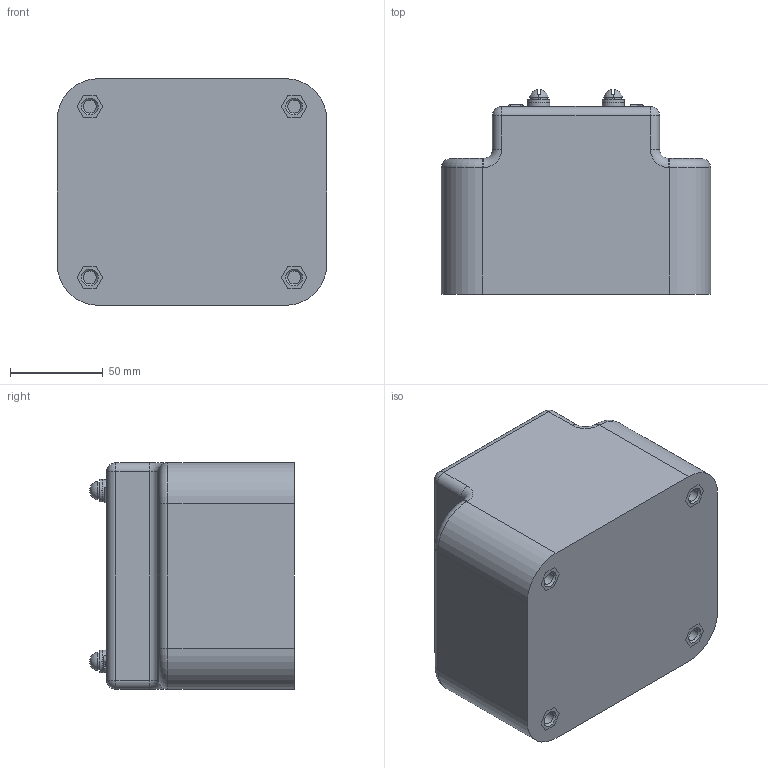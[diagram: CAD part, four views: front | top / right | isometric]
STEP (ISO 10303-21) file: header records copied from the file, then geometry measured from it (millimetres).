
FILE_DESCRIPTION (( 'STEP AP203' ), '1' );
FILE_NAME ('ﾍﾎﾋ.12-0,38(0,69).STEP', '2018-01-17T03:48:58', ( '' ), ( '' ), 'SwSTEP 2.0', 'SolidWorks 2010', '' );
FILE_SCHEMA (( 'CONFIG_CONTROL_DESIGN' ));
Length unit declared in the file: millimetre
Products named in the file (1): ﾍﾎﾋ.12-0,38(0,69)
Bounding box: 145 x 110.12 x 122 mm (x, y, z)
Surface area: 82873.6 mm2 (no closed solid volume)
Topology: 0 solids, 21 shells, 203 faces, 569 edges, 386 vertices
Faces by surface type: plane 81, cylinder 60, cone 38, sphere 16, torus 8
Entity records: 6604 total; most frequent: DIRECTION 1213, CARTESIAN_POINT 1193, ORIENTED_EDGE 986, EDGE_CURVE 561, AXIS2_PLACEMENT_3D 462, VERTEX_POINT 386, VECTOR 289, LINE 289
